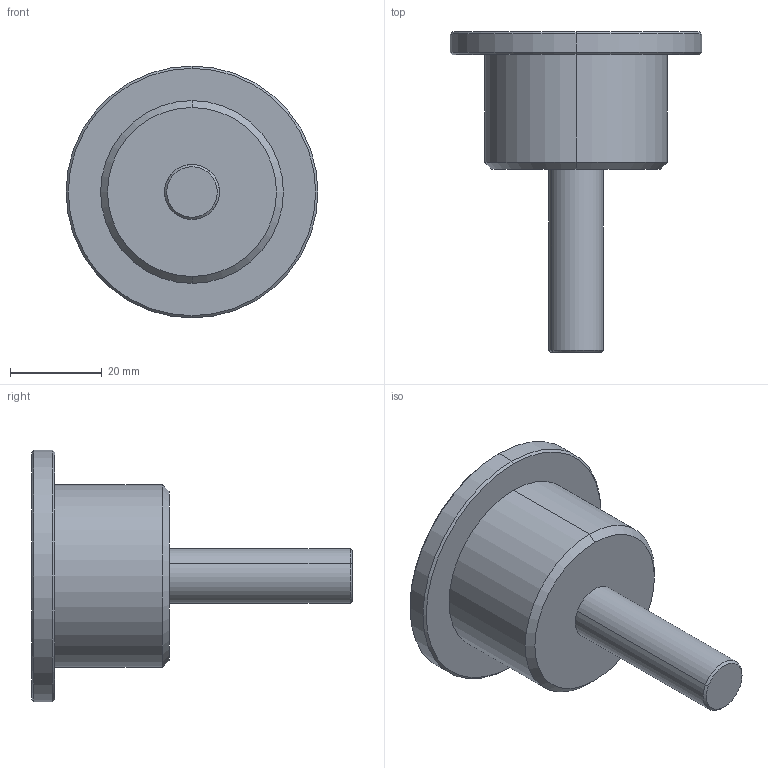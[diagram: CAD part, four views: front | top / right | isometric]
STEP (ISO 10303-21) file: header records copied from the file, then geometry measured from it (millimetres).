
FILE_DESCRIPTION (( 'STEP AP203' ), '1' );
FILE_NAME ('DP23529-A_CSCAGE096.step', '2022-02-16T09:56:32', ( '' ), ( '' ), 'SwSTEP 2.0', 'SolidWorks 2021', '' );
FILE_SCHEMA (( 'CONFIG_CONTROL_DESIGN' ));
Length unit declared in the file: millimetre
Products named in the file (1): DP23529-A_CSCAGE096
Bounding box: 55 x 70 x 55 mm (x, y, z)
Surface area: 11091.7 mm2 (no closed solid volume)
Topology: 0 solids, 3 shells, 31 faces, 70 edges, 44 vertices
Faces by surface type: plane 11, cylinder 10, cone 8, torus 2
Entity records: 941 total; most frequent: DIRECTION 168, CARTESIAN_POINT 146, ORIENTED_EDGE 126, EDGE_CURVE 70, AXIS2_PLACEMENT_3D 66, VERTEX_POINT 44, VECTOR 36, LINE 36
